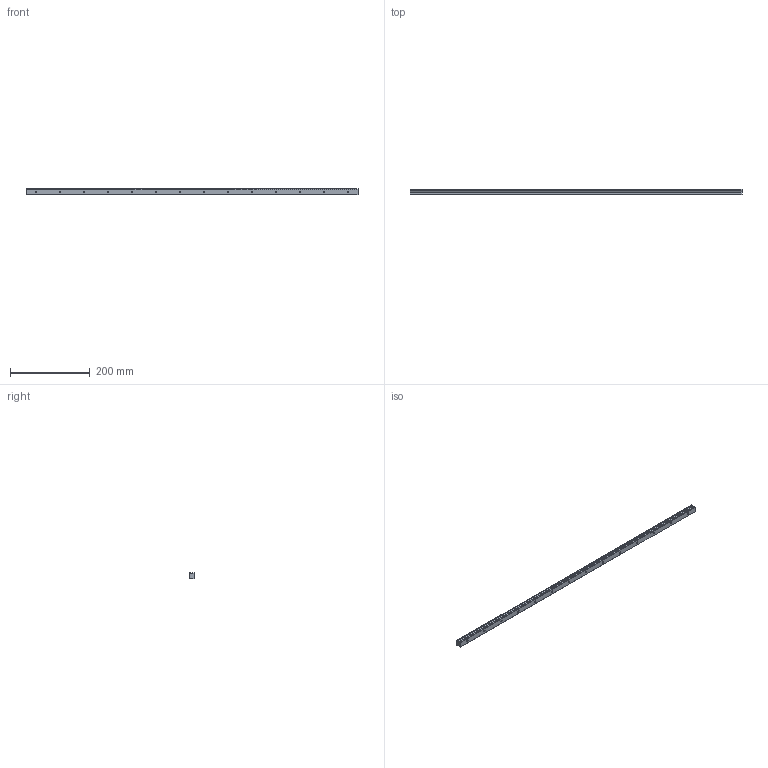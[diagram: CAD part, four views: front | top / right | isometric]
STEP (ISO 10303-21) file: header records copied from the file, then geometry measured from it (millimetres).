
FILE_DESCRIPTION (( 'STEP AP214' ), '1' );
FILE_NAME ('SSR15XTB1SS-830LY_G25_0_PB1021B_386-55_0_0_0.STEP', '2021-06-24T10:48:18', ( '' ), ( '' ), 'SwSTEP 2.0', 'SolidWorks 2021', '' );
FILE_SCHEMA (( 'AUTOMOTIVE_DESIGN' ));
Length unit declared in the file: millimetre
Products named in the file (2): _SSR15XTBY83025Y Track; SSR15XTB1SS-830LY_G25_0_PB1021B_386-55_0_0_0
Assembly tree (1 placements, depth 2):
  SSR15XTB1SS-830LY_G25_0_PB1021B_386-55_0_0_0
    _SSR15XTBY83025Y Track
Bounding box: 830 x 12.5 x 15 mm (x, y, z)
Volume: 134674.7 mm3; surface area: 50819.1 mm2
Topology: 1 solids, 1 shells, 98 faces, 246 edges, 164 vertices
Faces by surface type: cylinder 64, plane 34
Entity records: 3120 total; most frequent: DIRECTION 578, CARTESIAN_POINT 512, ORIENTED_EDGE 492, EDGE_CURVE 246, AXIS2_PLACEMENT_3D 230, VERTEX_POINT 164, EDGE_LOOP 140, CIRCLE 128
